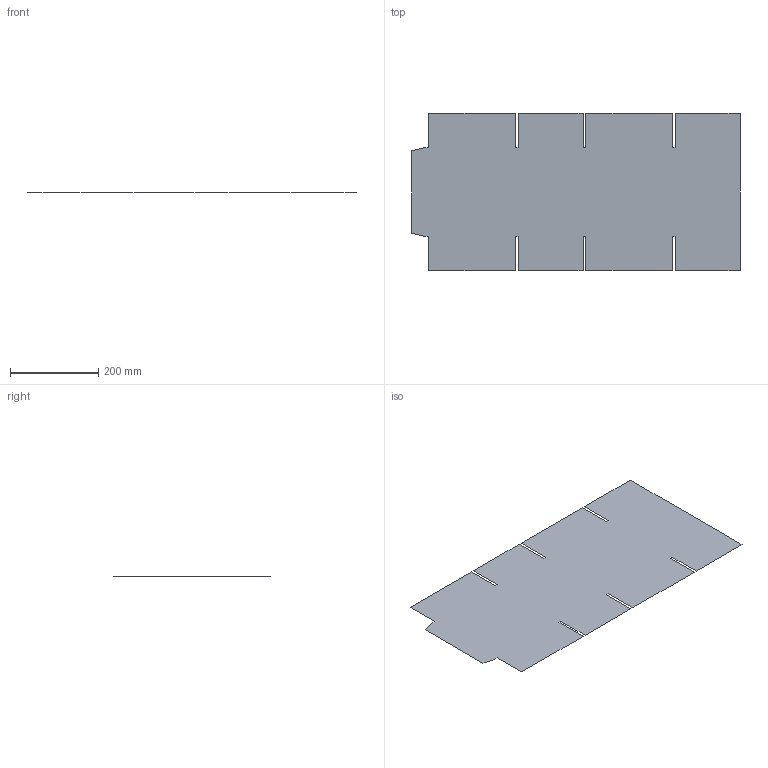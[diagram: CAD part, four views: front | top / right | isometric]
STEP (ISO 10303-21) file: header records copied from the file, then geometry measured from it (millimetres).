
FILE_DESCRIPTION(('FreeCAD Model'),'2;1');
FILE_NAME('Freecad_test.step','2020-10-28T11:23:25',(''),('' ),'Open CASCADE STEP processor 7.3','FreeCAD','Unknown');
FILE_SCHEMA(('AUTOMOTIVE_DESIGN { 1 0 10303 214 1 1 1 1 }'));
Length unit declared in the file: millimetre
Products named in the file (13): Shape034; Shape037; Shape042; Shape044; Shape041; Shape040; Shape038; Shape039; Face; Shape035; Shape036; Shape045; Shape043
Bounding box: 744 x 358 x 0 mm (x, y, z)
Surface area: 257397.6 mm2 (no closed solid volume)
Topology: 0 solids, 1 shells, 1 faces, 48 edges, 60 vertices
Faces by surface type: plane 1
Entity records: 911 total; most frequent: CARTESIAN_POINT 146, DIRECTION 88, LINE 84, VECTOR 84, ORIENTED_EDGE 36, EDGE_CURVE 36, VERTEX_POINT 36, SURFACE_CURVE 36
